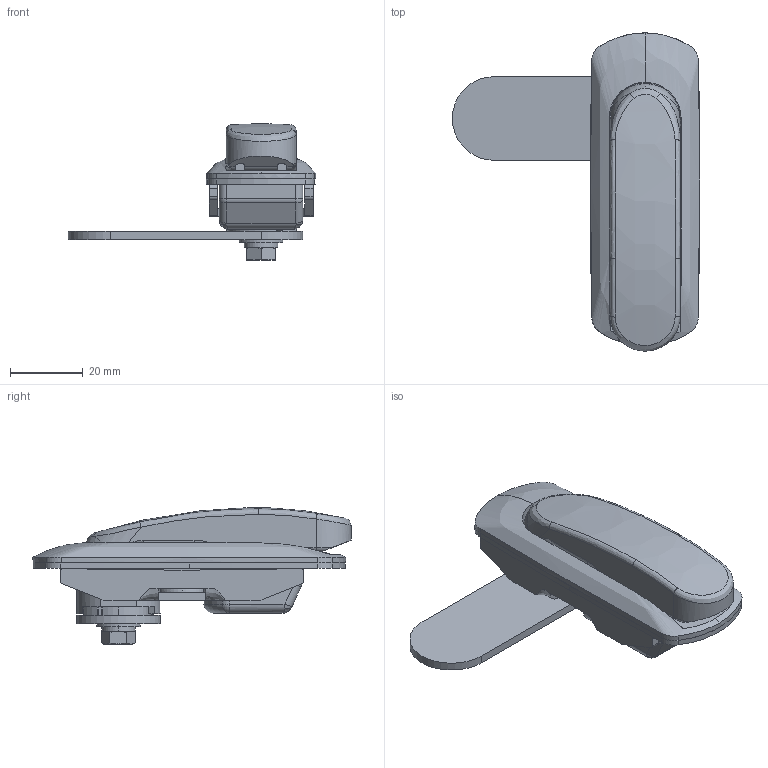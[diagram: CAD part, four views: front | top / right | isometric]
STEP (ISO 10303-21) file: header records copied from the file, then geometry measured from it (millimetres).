
FILE_DESCRIPTION (( 'STEP AP203' ), '1' );
FILE_NAME ('A-464-C-3-2.STEP', '2021-05-07T01:27:51', ( '' ), ( '' ), 'SwSTEP 2.0', 'SolidWorks 2018', '' );
FILE_SCHEMA (( 'CONFIG_CONTROL_DESIGN' ));
Length unit declared in the file: millimetre
Products named in the file (10): A-464-C-3-2_shaft_; A-464-C-3-2_handle_; A-464-C-3-2; A-464-C-3-2_cross-recessed head machine screw_ver1.05__M4x8十字穴付なべ小ねじ(鉄); A-464-C-3-2_packing_; A-464-C-3-2_hex head bolt_ver1.06__M5x10十字穴付六角ボルト(鉄)ダブルセムス(P3)旧JIS; A-464-C-3-2_fixing plate_; A-464-C-3-2_stopper_; A-464-C-3-2_body_; A-464-C-3-2_stopper plate_
Assembly tree (9 placements, depth 2):
  A-464-C-3-2
    A-464-C-3-2_body_
    A-464-C-3-2_shaft_
    A-464-C-3-2_handle_
    A-464-C-3-2_packing_
    A-464-C-3-2_stopper_
    A-464-C-3-2_fixing plate_
    A-464-C-3-2_stopper plate_
    A-464-C-3-2_hex head bolt_ver1.06__M5x10十字穴付六角ボルト(鉄)ダブルセムス(P3)旧JIS
    A-464-C-3-2_cross-recessed head machine screw_ver1.05__M4x8十字穴付なべ小ねじ(鉄)
Bounding box: 68 x 87.5 x 37.41 mm (x, y, z)
Volume: 38902.1 mm3; surface area: 28336.3 mm2
Topology: 10 solids, 10 shells, 441 faces, 1166 edges, 744 vertices
Faces by surface type: plane 180, cylinder 160, bspline 46, cone 36, torus 15, sphere 4
Entity records: 18119 total; most frequent: CARTESIAN_POINT 6506, ORIENTED_EDGE 2316, DIRECTION 2127, EDGE_CURVE 1158, AXIS2_PLACEMENT_3D 794, VERTEX_POINT 744, LINE 539, VECTOR 539
